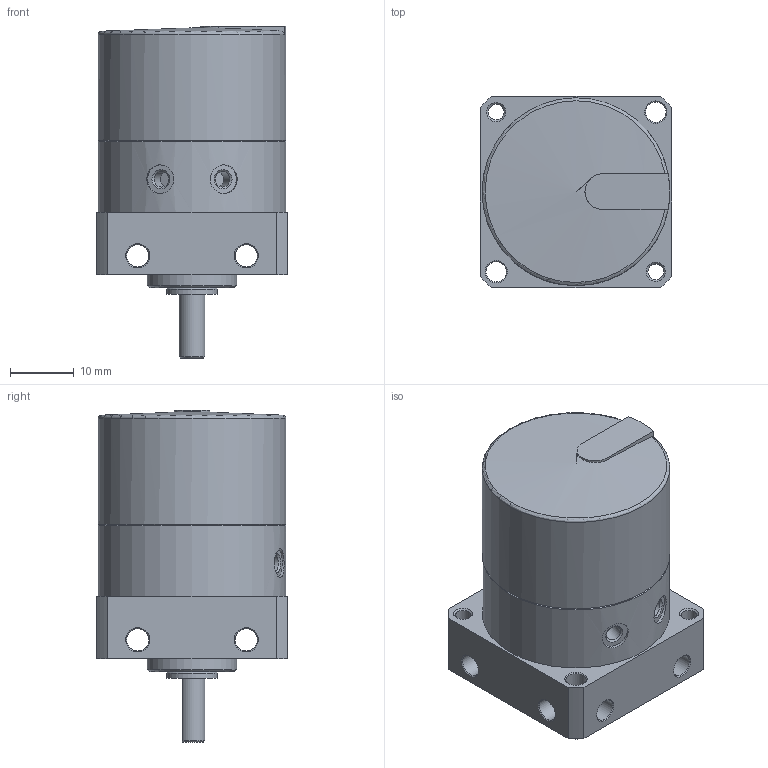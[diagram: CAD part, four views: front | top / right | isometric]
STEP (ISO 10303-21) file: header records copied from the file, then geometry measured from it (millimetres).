
FILE_DESCRIPTION(/* description */ ('STEP AP214'),/* implementation_level */ '2;1');
FILE_NAME(/* name */ '175827_DSM-6-180-P-FF',/* time_stamp */ '2024-08-21T18:50:04+02:00',/* author */ ('License CC BY-ND 4.0'),/* organization */ ('CADENAS'),/* preprocessor_version */ 'ST-DEVELOPER v19.3',/* originating_system */ 'PARTsolutions',/* authorisation */ ' ');
FILE_SCHEMA (('AUTOMOTIVE_DESIGN {1 0 10303 214 3 1 1}'));
Length unit declared in the file: millimetre
Products named in the file (3): 175827 DSM-6-180-P-FF---(90); 175827 DSM-6-180-P-FF---(90_RZ); 175827 DSM-6-180-P-FF---(K)
Assembly tree (2 placements, depth 2):
  175827 DSM-6-180-P-FF---(90)
    175827 DSM-6-180-P-FF---(90_RZ)
    175827 DSM-6-180-P-FF---(K)
Bounding box: 30 x 30 x 52 mm (x, y, z)
Volume: 25575.1 mm3; surface area: 9220.3 mm2
Topology: 2 solids, 2 shells, 93 faces, 227 edges, 137 vertices
Faces by surface type: cylinder 36, plane 28, cone 27, sphere 1, torus 1
Full cylindrical faces by diameter (mm): 2.459 x4, 3.2 x2, 3.5 x12, 4.5 x2, 5 x2, 8 x1, 14 x1, 22.344 x1, 29.4 x2
Entity records: 2545 total; most frequent: DIRECTION 450, CARTESIAN_POINT 446, ORIENTED_EDGE 330, AXIS2_PLACEMENT_3D 198, EDGE_LOOP 174, FACE_BOUND 174, EDGE_CURVE 165, VERTEX_POINT 127
